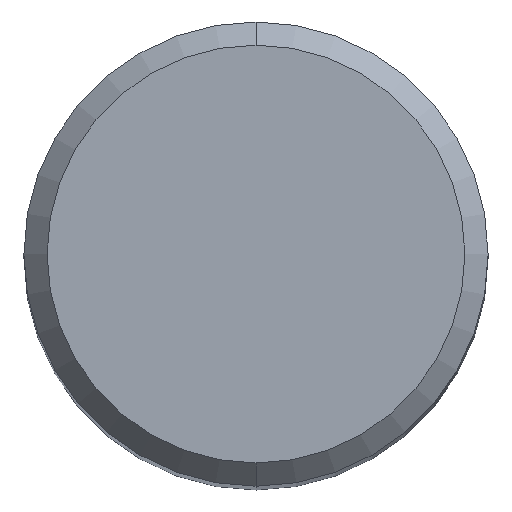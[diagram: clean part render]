
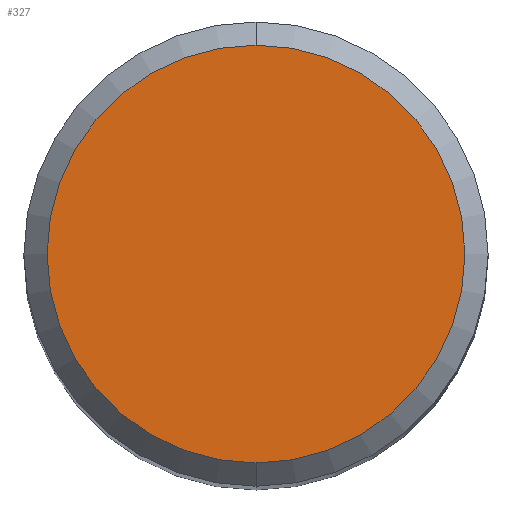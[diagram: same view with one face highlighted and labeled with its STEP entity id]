
A CAD part, top view. The second image highlights one B-rep face of the part: STEP entity #327.
In plain terms, the highlighted planar face has unit normal (0, 0, 1).
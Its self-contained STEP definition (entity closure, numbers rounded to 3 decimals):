
#203=VERTEX_POINT('',#513);
#273=VERTEX_POINT('',#588);
#323=EDGE_CURVE('',#203,#273,#640,.T.);
#327=ADVANCED_FACE('',(#645),#646,.T.);
#333=EDGE_CURVE('',#273,#203,#652,.T.);
#513=CARTESIAN_POINT('',(0.,-3.6,0.0));
#588=CARTESIAN_POINT('',(0.0,3.6,0.0));
#640=CIRCLE('',#1161,3.6);
#645=FACE_OUTER_BOUND('',#1166,.T.);
#646=PLANE('',#1167);
#652=CIRCLE('',#1177,3.6);
#1161=AXIS2_PLACEMENT_3D('',#1597,#1598,#1599);
#1166=EDGE_LOOP('',(#1609,#1610));
#1167=AXIS2_PLACEMENT_3D('',#1611,#1612,#1613);
#1177=AXIS2_PLACEMENT_3D('',#1618,#1619,#1620);
#1597=CARTESIAN_POINT('',(0.0,0.0,0.0));
#1598=DIRECTION('',(0.0,0.0,-1.0));
#1599=DIRECTION('',(0.0,1.0,0.0));
#1609=ORIENTED_EDGE('',*,*,#333,.F.);
#1610=ORIENTED_EDGE('',*,*,#323,.F.);
#1611=CARTESIAN_POINT('',(0.0,1.8,0.0));
#1612=DIRECTION('',(-0.0,0.0,1.0));
#1613=DIRECTION('',(0.0,-1.0,0.0));
#1618=CARTESIAN_POINT('',(0.0,0.0,0.0));
#1619=DIRECTION('',(0.0,0.0,-1.0));
#1620=DIRECTION('',(0.0,1.0,0.0));
